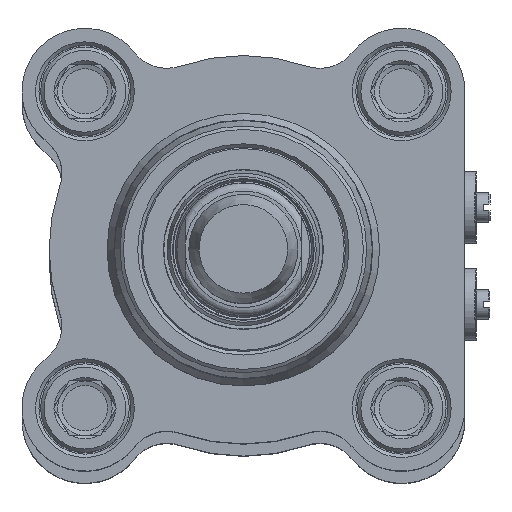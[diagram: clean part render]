
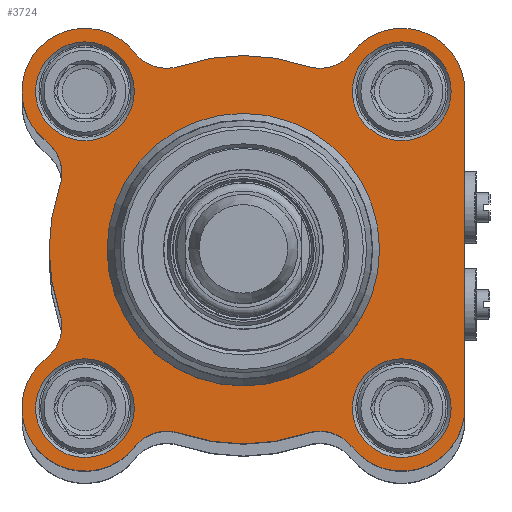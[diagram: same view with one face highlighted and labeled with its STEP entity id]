
A CAD part, top view. The second image highlights one B-rep face of the part: STEP entity #3724.
In plain terms, the highlighted planar face has unit normal (0, 0, 1).
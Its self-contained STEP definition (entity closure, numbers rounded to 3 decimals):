
#3533=CARTESIAN_POINT('',(-16.,23.25,38.8));
#3534=VERTEX_POINT('',#3533);
#3535=CARTESIAN_POINT('',(-23.25,23.25,38.8));
#3536=DIRECTION('',(0.0,0.0,1.0));
#3537=DIRECTION('',(-1.0,0.0,0.0));
#3538=AXIS2_PLACEMENT_3D('',#3535,#3536,#3537);
#3539=CIRCLE('',#3538,7.25);
#3540=EDGE_CURVE('',#3534,#3534,#3539,.T.);
#3545=CARTESIAN_POINT('',(24.25,0.0,38.8));
#3546=DIRECTION('',(0.0,0.0,1.0));
#3547=DIRECTION('',(1.0,0.0,0.0));
#3548=AXIS2_PLACEMENT_3D('',#3545,#3546,#3547);
#3549=PLANE('',#3548);
#3550=CARTESIAN_POINT('',(-9.27,-26.95,38.8));
#3551=VERTEX_POINT('',#3550);
#3552=CARTESIAN_POINT('',(9.27,-26.95,38.8));
#3553=VERTEX_POINT('',#3552);
#3554=CARTESIAN_POINT('',(0.0,0.0,38.8));
#3555=DIRECTION('',(0.0,0.0,1.0));
#3556=DIRECTION('',(1.0,0.0,0.0));
#3557=AXIS2_PLACEMENT_3D('',#3554,#3555,#3556);
#3558=CIRCLE('',#3557,28.5);
#3559=EDGE_CURVE('',#3551,#3553,#3558,.T.);
#3560=ORIENTED_EDGE('',*,*,#3559,.T.);
#3561=CARTESIAN_POINT('',(15.954,-28.936,38.8));
#3562=VERTEX_POINT('',#3561);
#3563=CARTESIAN_POINT('',(11.221,-32.624,38.8));
#3564=DIRECTION('',(0.0,0.0,1.0));
#3565=DIRECTION('',(0.285,0.959,0.0));
#3566=AXIS2_PLACEMENT_3D('',#3563,#3564,#3565);
#3567=CIRCLE('',#3566,6.);
#3568=EDGE_CURVE('',#3562,#3553,#3567,.T.);
#3569=ORIENTED_EDGE('',*,*,#3568,.F.);
#3570=CARTESIAN_POINT('',(32.5,-23.25,38.8));
#3571=VERTEX_POINT('',#3570);
#3572=CARTESIAN_POINT('',(23.25,-23.25,38.8));
#3573=DIRECTION('',(0.0,0.0,-1.0));
#3574=DIRECTION('',(1.0,0.0,0.0));
#3575=AXIS2_PLACEMENT_3D('',#3572,#3573,#3574);
#3576=CIRCLE('',#3575,9.25);
#3577=EDGE_CURVE('',#3571,#3562,#3576,.T.);
#3578=ORIENTED_EDGE('',*,*,#3577,.F.);
#3579=CARTESIAN_POINT('',(32.5,23.25,38.8));
#3580=VERTEX_POINT('',#3579);
#3581=CARTESIAN_POINT('',(32.5,23.25,38.8));
#3582=DIRECTION('',(0.0,-1.0,0.0));
#3583=VECTOR('',#3582,46.5);
#3584=LINE('',#3581,#3583);
#3585=EDGE_CURVE('',#3580,#3571,#3584,.T.);
#3586=ORIENTED_EDGE('',*,*,#3585,.F.);
#3587=CARTESIAN_POINT('',(15.954,28.936,38.8));
#3588=VERTEX_POINT('',#3587);
#3589=CARTESIAN_POINT('',(23.25,23.25,38.8));
#3590=DIRECTION('',(0.0,0.0,-1.0));
#3591=DIRECTION('',(1.0,0.0,0.0));
#3592=AXIS2_PLACEMENT_3D('',#3589,#3590,#3591);
#3593=CIRCLE('',#3592,9.25);
#3594=EDGE_CURVE('',#3588,#3580,#3593,.T.);
#3595=ORIENTED_EDGE('',*,*,#3594,.F.);
#3596=CARTESIAN_POINT('',(9.27,26.95,38.8));
#3597=VERTEX_POINT('',#3596);
#3598=CARTESIAN_POINT('',(11.221,32.624,38.8));
#3599=DIRECTION('',(0.0,0.0,1.0));
#3600=DIRECTION('',(0.285,-0.959,0.0));
#3601=AXIS2_PLACEMENT_3D('',#3598,#3599,#3600);
#3602=CIRCLE('',#3601,6.);
#3603=EDGE_CURVE('',#3597,#3588,#3602,.T.);
#3604=ORIENTED_EDGE('',*,*,#3603,.F.);
#3605=CARTESIAN_POINT('',(-9.27,26.95,38.8));
#3606=VERTEX_POINT('',#3605);
#3607=CARTESIAN_POINT('',(0.0,0.0,38.8));
#3608=DIRECTION('',(0.0,0.0,1.0));
#3609=DIRECTION('',(1.0,0.0,0.0));
#3610=AXIS2_PLACEMENT_3D('',#3607,#3608,#3609);
#3611=CIRCLE('',#3610,28.5);
#3612=EDGE_CURVE('',#3597,#3606,#3611,.T.);
#3613=ORIENTED_EDGE('',*,*,#3612,.T.);
#3614=CARTESIAN_POINT('',(-15.954,28.936,38.8));
#3615=VERTEX_POINT('',#3614);
#3616=CARTESIAN_POINT('',(-11.221,32.624,38.8));
#3617=DIRECTION('',(0.0,0.0,1.0));
#3618=DIRECTION('',(-0.285,-0.959,0.0));
#3619=AXIS2_PLACEMENT_3D('',#3616,#3617,#3618);
#3620=CIRCLE('',#3619,6.);
#3621=EDGE_CURVE('',#3615,#3606,#3620,.T.);
#3622=ORIENTED_EDGE('',*,*,#3621,.F.);
#3623=CARTESIAN_POINT('',(-28.936,15.954,38.8));
#3624=VERTEX_POINT('',#3623);
#3625=CARTESIAN_POINT('',(-23.25,23.25,38.8));
#3626=DIRECTION('',(0.0,0.0,-1.0));
#3627=DIRECTION('',(1.0,0.0,0.0));
#3628=AXIS2_PLACEMENT_3D('',#3625,#3626,#3627);
#3629=CIRCLE('',#3628,9.25);
#3630=EDGE_CURVE('',#3624,#3615,#3629,.T.);
#3631=ORIENTED_EDGE('',*,*,#3630,.F.);
#3632=CARTESIAN_POINT('',(-26.95,9.27,38.8));
#3633=VERTEX_POINT('',#3632);
#3634=CARTESIAN_POINT('',(-32.624,11.221,38.8));
#3635=DIRECTION('',(0.0,0.0,1.0));
#3636=DIRECTION('',(0.959,0.285,0.0));
#3637=AXIS2_PLACEMENT_3D('',#3634,#3635,#3636);
#3638=CIRCLE('',#3637,6.);
#3639=EDGE_CURVE('',#3633,#3624,#3638,.T.);
#3640=ORIENTED_EDGE('',*,*,#3639,.F.);
#3641=CARTESIAN_POINT('',(-26.95,-9.27,38.8));
#3642=VERTEX_POINT('',#3641);
#3643=CARTESIAN_POINT('',(0.0,0.0,38.8));
#3644=DIRECTION('',(0.0,0.0,1.0));
#3645=DIRECTION('',(1.0,0.0,0.0));
#3646=AXIS2_PLACEMENT_3D('',#3643,#3644,#3645);
#3647=CIRCLE('',#3646,28.5);
#3648=EDGE_CURVE('',#3633,#3642,#3647,.T.);
#3649=ORIENTED_EDGE('',*,*,#3648,.T.);
#3650=CARTESIAN_POINT('',(-28.936,-15.954,38.8));
#3651=VERTEX_POINT('',#3650);
#3652=CARTESIAN_POINT('',(-32.624,-11.221,38.8));
#3653=DIRECTION('',(0.0,0.0,1.0));
#3654=DIRECTION('',(0.959,-0.285,0.0));
#3655=AXIS2_PLACEMENT_3D('',#3652,#3653,#3654);
#3656=CIRCLE('',#3655,6.);
#3657=EDGE_CURVE('',#3651,#3642,#3656,.T.);
#3658=ORIENTED_EDGE('',*,*,#3657,.F.);
#3659=CARTESIAN_POINT('',(-15.954,-28.936,38.8));
#3660=VERTEX_POINT('',#3659);
#3661=CARTESIAN_POINT('',(-23.25,-23.25,38.8));
#3662=DIRECTION('',(0.0,0.0,-1.0));
#3663=DIRECTION('',(1.0,0.0,0.0));
#3664=AXIS2_PLACEMENT_3D('',#3661,#3662,#3663);
#3665=CIRCLE('',#3664,9.25);
#3666=EDGE_CURVE('',#3660,#3651,#3665,.T.);
#3667=ORIENTED_EDGE('',*,*,#3666,.F.);
#3668=CARTESIAN_POINT('',(-11.221,-32.624,38.8));
#3669=DIRECTION('',(0.0,0.0,1.0));
#3670=DIRECTION('',(-0.285,0.959,0.0));
#3671=AXIS2_PLACEMENT_3D('',#3668,#3669,#3670);
#3672=CIRCLE('',#3671,6.);
#3673=EDGE_CURVE('',#3551,#3660,#3672,.T.);
#3674=ORIENTED_EDGE('',*,*,#3673,.F.);
#3675=EDGE_LOOP('',(#3560,#3569,#3578,#3586,#3595,#3604,#3613,#3622,#3631,#3640,#3649,#3658,#3667,#3674));
#3676=FACE_OUTER_BOUND('',#3675,.T.);
#3677=CARTESIAN_POINT('',(-16.,-23.25,38.8));
#3678=VERTEX_POINT('',#3677);
#3679=CARTESIAN_POINT('',(-23.25,-23.25,38.8));
#3680=DIRECTION('',(0.0,0.0,1.0));
#3681=DIRECTION('',(-1.0,0.0,0.0));
#3682=AXIS2_PLACEMENT_3D('',#3679,#3680,#3681);
#3683=CIRCLE('',#3682,7.25);
#3684=EDGE_CURVE('',#3678,#3678,#3683,.T.);
#3685=ORIENTED_EDGE('',*,*,#3684,.F.);
#3686=EDGE_LOOP('',(#3685));
#3687=FACE_BOUND('',#3686,.T.);
#3688=CARTESIAN_POINT('',(30.5,23.25,38.8));
#3689=VERTEX_POINT('',#3688);
#3690=CARTESIAN_POINT('',(23.25,23.25,38.8));
#3691=DIRECTION('',(0.0,0.0,1.0));
#3692=DIRECTION('',(-1.0,0.0,0.0));
#3693=AXIS2_PLACEMENT_3D('',#3690,#3691,#3692);
#3694=CIRCLE('',#3693,7.25);
#3695=EDGE_CURVE('',#3689,#3689,#3694,.T.);
#3696=ORIENTED_EDGE('',*,*,#3695,.F.);
#3697=EDGE_LOOP('',(#3696));
#3698=FACE_BOUND('',#3697,.T.);
#3699=CARTESIAN_POINT('',(30.5,-23.25,38.8));
#3700=VERTEX_POINT('',#3699);
#3701=CARTESIAN_POINT('',(23.25,-23.25,38.8));
#3702=DIRECTION('',(0.0,0.0,1.0));
#3703=DIRECTION('',(-1.0,0.0,0.0));
#3704=AXIS2_PLACEMENT_3D('',#3701,#3702,#3703);
#3705=CIRCLE('',#3704,7.25);
#3706=EDGE_CURVE('',#3700,#3700,#3705,.T.);
#3707=ORIENTED_EDGE('',*,*,#3706,.F.);
#3708=EDGE_LOOP('',(#3707));
#3709=FACE_BOUND('',#3708,.T.);
#3710=ORIENTED_EDGE('',*,*,#3540,.F.);
#3711=EDGE_LOOP('',(#3710));
#3712=FACE_BOUND('',#3711,.T.);
#3713=CARTESIAN_POINT('',(20.0,0.0,38.8));
#3714=VERTEX_POINT('',#3713);
#3715=CARTESIAN_POINT('',(0.0,0.0,38.8));
#3716=DIRECTION('',(0.0,0.0,1.0));
#3717=DIRECTION('',(1.0,0.0,0.0));
#3718=AXIS2_PLACEMENT_3D('',#3715,#3716,#3717);
#3719=CIRCLE('',#3718,20.0);
#3720=EDGE_CURVE('',#3714,#3714,#3719,.T.);
#3721=ORIENTED_EDGE('',*,*,#3720,.F.);
#3722=EDGE_LOOP('',(#3721));
#3723=FACE_BOUND('',#3722,.T.);
#3724=ADVANCED_FACE('',(#3676,#3687,#3698,#3709,#3712,#3723),#3549,.T.);
